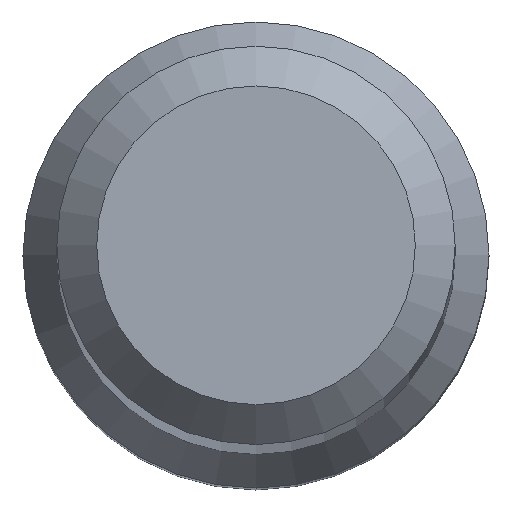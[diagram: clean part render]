
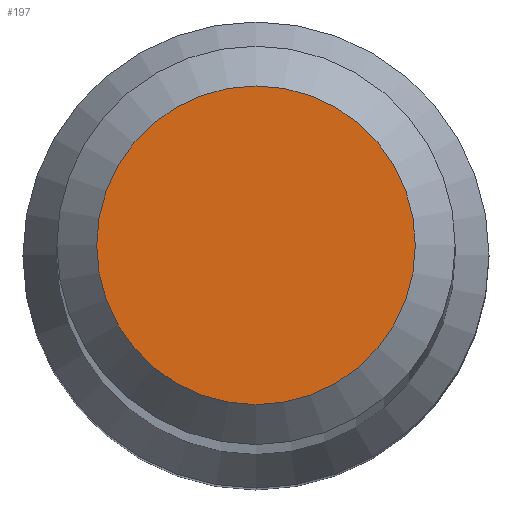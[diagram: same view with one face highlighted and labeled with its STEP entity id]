
A CAD part, top view. The second image highlights one B-rep face of the part: STEP entity #197.
In plain terms, the highlighted planar face has unit normal (0, 0, 1).
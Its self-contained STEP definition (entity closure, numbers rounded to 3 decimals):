
#35 = EDGE_LOOP ( 'NONE', ( #51 ) ) ;
#37 = AXIS2_PLACEMENT_3D ( 'NONE', #127, #117, #61 ) ;
#51 = ORIENTED_EDGE ( 'NONE', *, *, #56, .F. ) ;
#56 = EDGE_CURVE ( 'NONE', #146, #146, #211, .T. ) ;
#61 = DIRECTION ( 'NONE',  ( 0., -1., 0. ) ) ;
#100 = FACE_OUTER_BOUND ( 'NONE', #35, .T. ) ;
#114 = CARTESIAN_POINT ( 'NONE',  ( 0., 2.4, 101. ) ) ;
#117 = DIRECTION ( 'NONE',  ( 0., 0., 1. ) ) ;
#126 = CARTESIAN_POINT ( 'NONE',  ( 0., 0., 101. ) ) ;
#127 = CARTESIAN_POINT ( 'NONE',  ( 0., 0., 101. ) ) ;
#146 = VERTEX_POINT ( 'NONE', #114 ) ;
#167 = DIRECTION ( 'NONE',  ( 0., 1., 0. ) ) ;
#172 = PLANE ( 'NONE',  #37 ) ;
#187 = DIRECTION ( 'NONE',  ( 0., 0., -1. ) ) ;
#197 = ADVANCED_FACE ( 'NONE', ( #100 ), #172, .T. ) ;
#202 = AXIS2_PLACEMENT_3D ( 'NONE', #126, #187, #167 ) ;
#211 = CIRCLE ( 'NONE', #202, 2.4 ) ;
